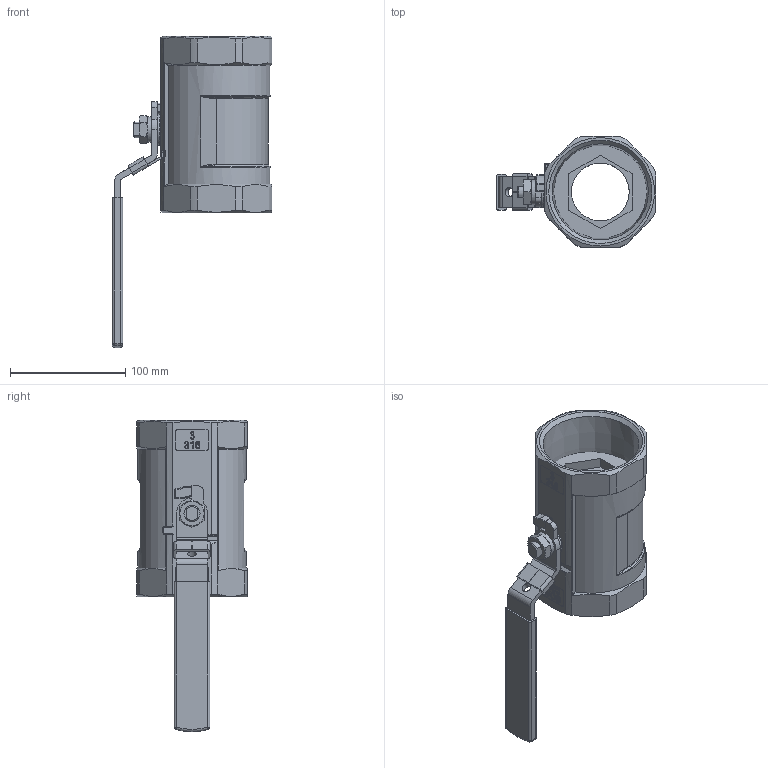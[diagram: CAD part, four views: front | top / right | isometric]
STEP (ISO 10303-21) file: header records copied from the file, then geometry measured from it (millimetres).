
FILE_DESCRIPTION(('STEP AP214'),'1');
FILE_NAME('1PC 3.stp','2023-12-06T02:58:44',(' '),(' '),'Spatial InterOp 3D',' ',' ');
FILE_SCHEMA(('AUTOMOTIVE_DESIGN { 1 0 10303 214 1 1 1 1 }'));
Length unit declared in the file: millimetre
Products named in the file (12): 1PC_____ 3"; 阀体; 阀杆; 小片; 中片; 钢垫; 加锁手柄; 锁块; 把套; 螺母 ： 标准 - M14.0 x 7.0; 垫圈 ： 单圈弹簧 - M14.0 x 3.6; 侧塞
Assembly tree (11 placements, depth 2):
  1PC_____ 3"
    阀体
    阀杆
    小片
    中片
    钢垫
    加锁手柄
    锁块
    把套
    螺母 ： 标准 - M14.0 x 7.0
    垫圈 ： 单圈弹簧 - M14.0 x 3.6
    侧塞
Bounding box: 138.2 x 96 x 269.8 mm (x, y, z)
Volume: 425929.8 mm3; surface area: 149551.4 mm2
Topology: 11 solids, 11 shells, 932 faces, 2541 edges, 1649 vertices
Faces by surface type: plane 706, cylinder 121, bspline 33, cone 31, torus 30, sphere 11
Full cylindrical faces by diameter (mm): 8 x1, 14 x1, 15 x3, 15.1 x1, 15.6 x1, 20 x2, 21 x1, 26 x1, 26.1 x1, 27 x1, 50 x2, 65 x1, 78 x1, 80.3 x1, 84.6 x1
Entity records: 39468 total; most frequent: CARTESIAN_POINT 8548, ORIENTED_EDGE 4978, DIRECTION 4500, EDGE_CURVE 2489, LINE 2014, VECTOR 2014, VERTEX_POINT 1641, AXIS2_PLACEMENT_3D 1243
